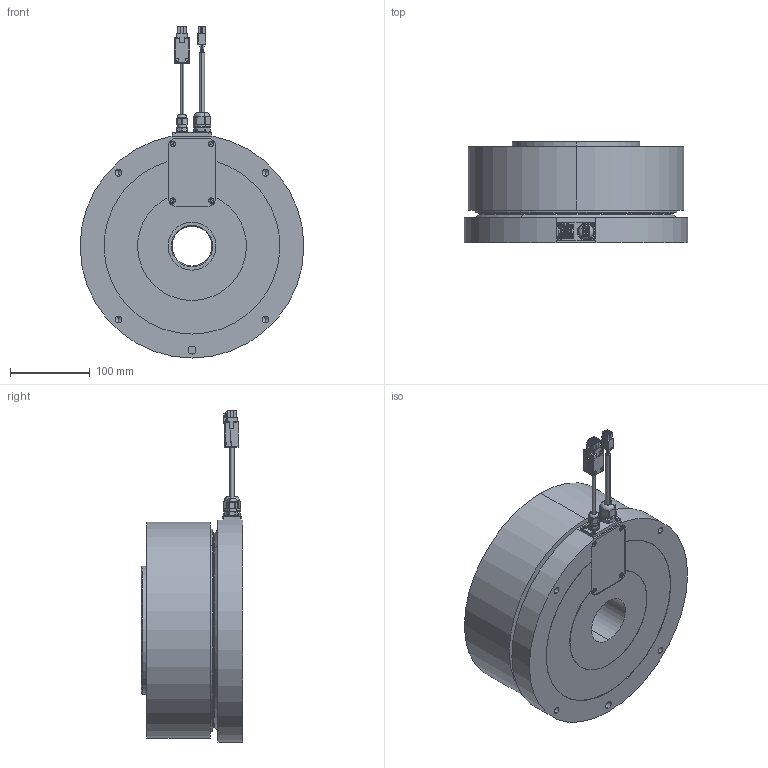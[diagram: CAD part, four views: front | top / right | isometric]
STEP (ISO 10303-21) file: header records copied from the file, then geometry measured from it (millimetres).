
FILE_DESCRIPTION (( 'STEP AP203' ), '1' );
FILE_NAME ('T2022200_A1_DMYA3-B0SN00-S0-1S1-0-0.STEP', '2020-02-19T10:00:19', ( '' ), ( '' ), 'SwSTEP 2.0', 'SolidWorks 2015', '' );
FILE_SCHEMA (( 'CONFIG_CONTROL_DESIGN' ));
Length unit declared in the file: millimetre
Products named in the file (1): T2022200_A1_DMYA3-B0SN00-S0-1S1-0-0
Bounding box: 280 x 127 x 415.45 mm (x, y, z)
Volume: 6711863.9 mm3; surface area: 295368.8 mm2
Topology: 1 solids, 5 shells, 1703 faces, 4527 edges, 2913 vertices
Faces by surface type: plane 998, cylinder 358, bspline 174, cone 128, torus 33, sphere 12
Entity records: 60394 total; most frequent: CARTESIAN_POINT 19823, ORIENTED_EDGE 8954, DIRECTION 7515, EDGE_CURVE 4477, VERTEX_POINT 2909, LINE 2897, VECTOR 2897, AXIS2_PLACEMENT_3D 2309
